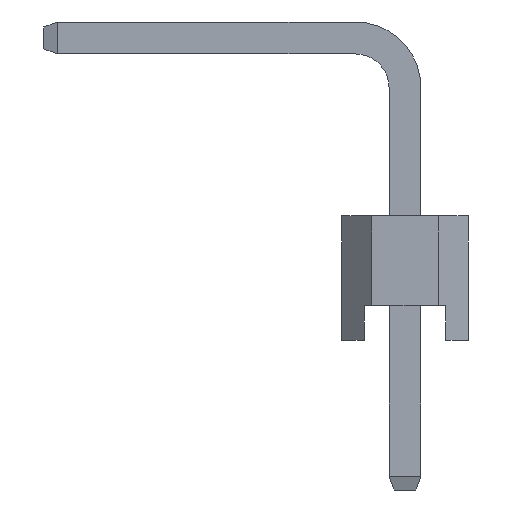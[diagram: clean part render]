
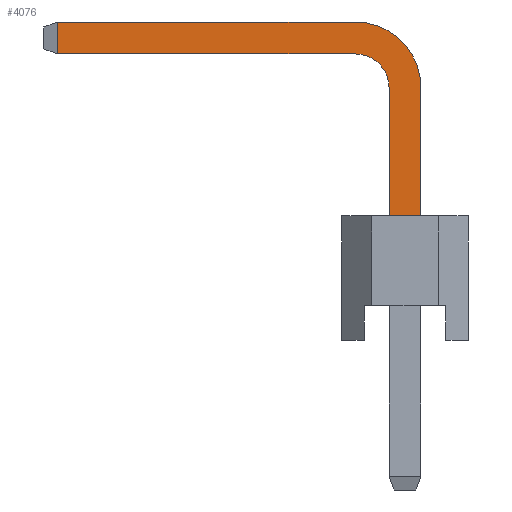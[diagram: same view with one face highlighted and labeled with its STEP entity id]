
A CAD part, left-side view. The second image highlights one B-rep face of the part: STEP entity #4076.
In plain terms, the highlighted planar face has unit normal (-1, 0, 0).
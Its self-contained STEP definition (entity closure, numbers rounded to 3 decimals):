
#4076=ADVANCED_FACE('',(#12562),#12564,.T.);
#12562=FACE_BOUND('',#12563,.T.);
#12563=EDGE_LOOP('',(#19561,#19562,#19563,#19564,#19565,#19566,#19567,#19568));
#12564=PLANE('',#12565);
#12565=AXIS2_PLACEMENT_3D('',#12566,#12567,#12568);
#12566=CARTESIAN_POINT('',(-0.32,0.32,-3.));
#12567=DIRECTION('',(-1.,0.,0.));
#12568=DIRECTION('',(0.,-1.,0.));
#19561=ORIENTED_EDGE('',*,*,#23802,.F.);
#19562=ORIENTED_EDGE('',*,*,#23803,.F.);
#19563=ORIENTED_EDGE('',*,*,#23804,.F.);
#19564=ORIENTED_EDGE('',*,*,#23791,.F.);
#19565=ORIENTED_EDGE('',*,*,#22210,.T.);
#19566=ORIENTED_EDGE('',*,*,#23801,.T.);
#19567=ORIENTED_EDGE('',*,*,#23805,.T.);
#19568=ORIENTED_EDGE('',*,*,#23806,.T.);
#22210=EDGE_CURVE('',#25156,#25160,#25162,.T.);
#23791=EDGE_CURVE('',#25156,#27817,#27818,.T.);
#23801=EDGE_CURVE('',#25160,#27833,#27835,.T.);
#23802=EDGE_CURVE('',#27836,#27837,#27838,.T.);
#23803=EDGE_CURVE('',#27839,#27836,#27840,.T.);
#23804=EDGE_CURVE('',#27817,#27839,#27841,.T.);
#23805=EDGE_CURVE('',#27833,#27842,#27843,.T.);
#23806=EDGE_CURVE('',#27842,#27837,#27844,.T.);
#25156=VERTEX_POINT('',#30090);
#25160=VERTEX_POINT('',#30098);
#25162=LINE('',#30102,#30103);
#27817=VERTEX_POINT('',#36043);
#27818=LINE('',#36044,#36045);
#27833=VERTEX_POINT('',#36079);
#27835=LINE('',#36083,#36084);
#27836=VERTEX_POINT('',#36086);
#27837=VERTEX_POINT('',#36087);
#27838=LINE('',#36088,#36089);
#27839=VERTEX_POINT('',#36091);
#27840=LINE('',#36092,#36093);
#27841=CIRCLE('',#36095,0.68);
#27842=VERTEX_POINT('',#36099);
#27843=CIRCLE('',#36100,1.32);
#27844=LINE('',#36104,#36105);
#30090=CARTESIAN_POINT('',(-0.32,0.32,2.5));
#30098=CARTESIAN_POINT('',(-0.32,-0.32,2.5));
#30102=CARTESIAN_POINT('',(-0.32,0.32,2.5));
#30103=VECTOR('',#30104,1.);
#30104=DIRECTION('',(0.,-1.,0.));
#36043=CARTESIAN_POINT('',(-0.32,0.32,5.07));
#36044=CARTESIAN_POINT('',(-0.32,0.32,2.5));
#36045=VECTOR('',#36046,1.);
#36046=DIRECTION('',(0.,0.,1.));
#36079=CARTESIAN_POINT('',(-0.32,-0.32,5.07));
#36083=CARTESIAN_POINT('',(-0.32,-0.32,2.5));
#36084=VECTOR('',#36085,1.);
#36085=DIRECTION('',(0.,0.,1.));
#36086=CARTESIAN_POINT('',(-0.32,6.975,5.75));
#36087=CARTESIAN_POINT('',(-0.32,6.975,6.39));
#36088=CARTESIAN_POINT('',(-0.32,6.975,5.75));
#36089=VECTOR('',#36090,1.);
#36090=DIRECTION('',(0.,0.,1.));
#36091=CARTESIAN_POINT('',(-0.32,1.,5.75));
#36092=CARTESIAN_POINT('',(-0.32,1.,5.75));
#36093=VECTOR('',#36094,1.);
#36094=DIRECTION('',(0.,1.,0.));
#36095=AXIS2_PLACEMENT_3D('',#36096,#36097,#36098);
#36096=CARTESIAN_POINT('',(-0.32,1.,5.07));
#36097=DIRECTION('',(-1.,-0.,0.));
#36098=DIRECTION('',(0.,-1.,0.));
#36099=CARTESIAN_POINT('',(-0.32,1.,6.39));
#36100=AXIS2_PLACEMENT_3D('',#36101,#36102,#36103);
#36101=CARTESIAN_POINT('',(-0.32,1.,5.07));
#36102=DIRECTION('',(-1.,-0.,0.));
#36103=DIRECTION('',(0.,-1.,0.));
#36104=CARTESIAN_POINT('',(-0.32,1.,6.39));
#36105=VECTOR('',#36106,1.);
#36106=DIRECTION('',(0.,1.,0.));
